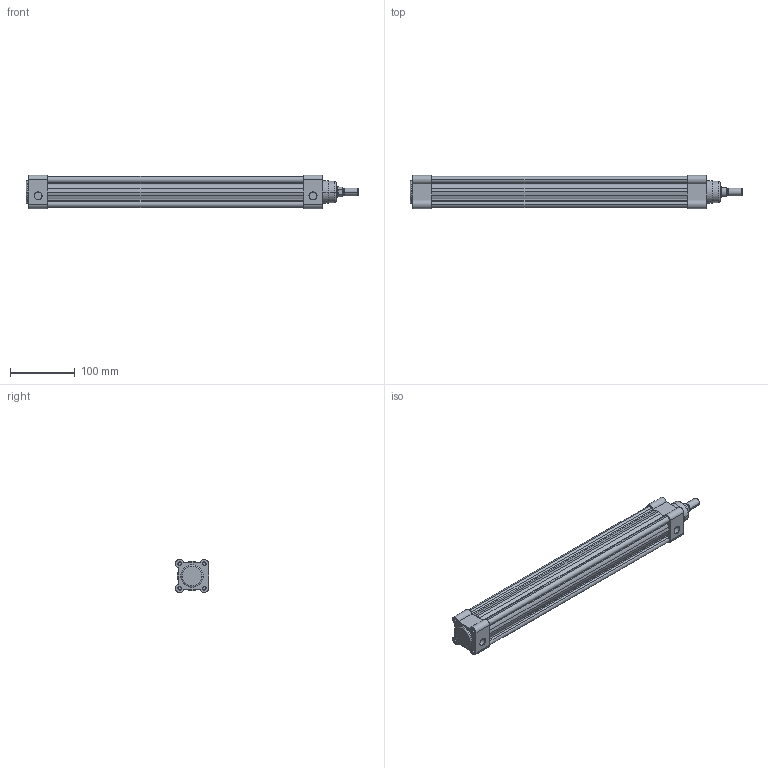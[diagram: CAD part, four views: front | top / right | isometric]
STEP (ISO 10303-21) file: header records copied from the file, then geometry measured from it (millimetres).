
FILE_DESCRIPTION (( 'STEP AP214' ), '1' );
FILE_NAME ('PNY 40-350 CYLINDER.STEP', '2010-08-03T10:01:43', ( '' ), ( '' ), 'SwSTEP 2.0', 'SolidWorks 2010', '' );
FILE_SCHEMA (( 'AUTOMOTIVE_DESIGN' ));
Length unit declared in the file: millimetre
Products named in the file (5): PNY  40  ARKA KAPAK; 40; PNY  40  烰  KAPAK; PNY  40   M尳; PNY  40-350  CYLINDER
Assembly tree (4 placements, depth 2):
  PNY  40-350  CYLINDER
    PNY  40  ARKA KAPAK
    PNY  40  烰  KAPAK
    PNY  40   M尳
    40
Bounding box: 513.7 x 51.38 x 51.39 mm (x, y, z)
Volume: 515666.8 mm3; surface area: 214857.4 mm2
Topology: 4 solids, 4 shells, 174 faces, 430 edges, 280 vertices
Faces by surface type: cylinder 82, plane 54, cone 26, torus 12
Entity records: 5734 total; most frequent: DIRECTION 1004, CARTESIAN_POINT 963, ORIENTED_EDGE 860, EDGE_CURVE 430, AXIS2_PLACEMENT_3D 409, VERTEX_POINT 280, CIRCLE 228, EDGE_LOOP 202
